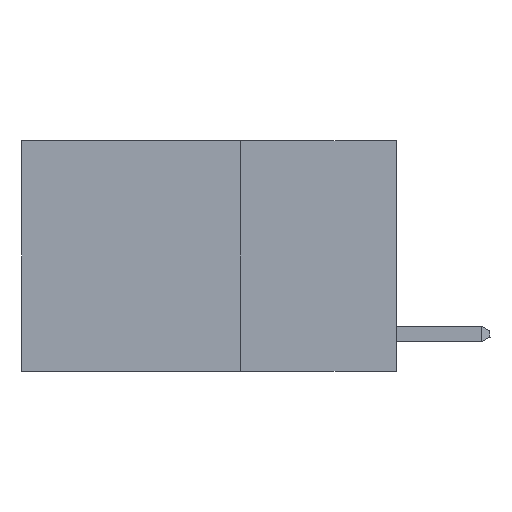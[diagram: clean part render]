
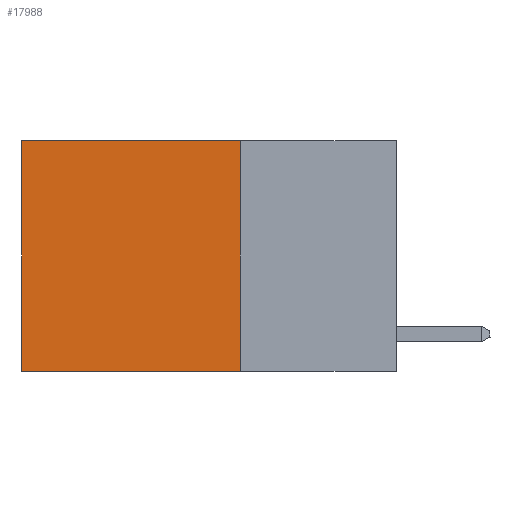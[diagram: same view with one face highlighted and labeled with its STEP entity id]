
A CAD part, left-side view. The second image highlights one B-rep face of the part: STEP entity #17988.
In plain terms, the highlighted planar face has unit normal (-1, 0, 0).
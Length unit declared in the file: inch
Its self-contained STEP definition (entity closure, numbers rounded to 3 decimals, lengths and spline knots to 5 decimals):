
#679 = EDGE_CURVE ( 'NONE', #15676, #5459, #18656, .T. ) ;
#1042 = EDGE_CURVE ( 'NONE', #6977, #13506, #13245, .T. ) ;
#1623 = EDGE_CURVE ( 'NONE', #5459, #13506, #11121, .T. ) ;
#2072 = CARTESIAN_POINT ( 'NONE',  ( 0.2625, 0.25, 0. ) ) ;
#2315 = CARTESIAN_POINT ( 'NONE',  ( 0.2625, 0.6, 0. ) ) ;
#3225 = EDGE_CURVE ( 'NONE', #15676, #6977, #16851, .T. ) ;
#3303 = DIRECTION ( 'NONE',  ( 0., 0., -1. ) ) ;
#3449 = DIRECTION ( 'NONE',  ( 0., 1., 0. ) ) ;
#3527 = CARTESIAN_POINT ( 'NONE',  ( 0.2625, 0.25, 0. ) ) ;
#3929 = CARTESIAN_POINT ( 'NONE',  ( 0.2625, 0.25, -0.37 ) ) ;
#5237 = VECTOR ( 'NONE', #3303, 39.37008 ) ;
#5308 = AXIS2_PLACEMENT_3D ( 'NONE', #9201, #19680, #10705 ) ;
#5459 = VERTEX_POINT ( 'NONE', #13370 ) ;
#5822 = ORIENTED_EDGE ( 'NONE', *, *, #3225, .T. ) ;
#6647 = VECTOR ( 'NONE', #3449, 39.37008 ) ;
#6709 = VECTOR ( 'NONE', #17868, 39.37008 ) ;
#6977 = VERTEX_POINT ( 'NONE', #18979 ) ;
#7886 = FACE_OUTER_BOUND ( 'NONE', #8612, .T. ) ;
#8612 = EDGE_LOOP ( 'NONE', ( #13271, #17796, #18910, #5822 ) ) ;
#9201 = CARTESIAN_POINT ( 'NONE',  ( 0.2625, 0.25, 0. ) ) ;
#10634 = PLANE ( 'NONE',  #5308 ) ;
#10705 = DIRECTION ( 'NONE',  ( 0., 0., -1. ) ) ;
#11121 = LINE ( 'NONE', #3929, #6647 ) ;
#11176 = DIRECTION ( 'NONE',  ( 0., 1., 0. ) ) ;
#12433 = VECTOR ( 'NONE', #11176, 39.37008 ) ;
#13245 = LINE ( 'NONE', #2315, #5237 ) ;
#13271 = ORIENTED_EDGE ( 'NONE', *, *, #1042, .T. ) ;
#13370 = CARTESIAN_POINT ( 'NONE',  ( 0.2625, 0.25, -0.37 ) ) ;
#13506 = VERTEX_POINT ( 'NONE', #14102 ) ;
#14102 = CARTESIAN_POINT ( 'NONE',  ( 0.2625, 0.6, -0.37 ) ) ;
#15676 = VERTEX_POINT ( 'NONE', #2072 ) ;
#16851 = LINE ( 'NONE', #3527, #12433 ) ;
#17666 = CARTESIAN_POINT ( 'NONE',  ( 0.2625, 0.25, 0. ) ) ;
#17796 = ORIENTED_EDGE ( 'NONE', *, *, #1623, .F. ) ;
#17868 = DIRECTION ( 'NONE',  ( 0., 0., -1. ) ) ;
#17988 = ADVANCED_FACE ( 'NONE', ( #7886 ), #10634, .F. ) ;
#18656 = LINE ( 'NONE', #17666, #6709 ) ;
#18910 = ORIENTED_EDGE ( 'NONE', *, *, #679, .F. ) ;
#18979 = CARTESIAN_POINT ( 'NONE',  ( 0.2625, 0.6, 0. ) ) ;
#19680 = DIRECTION ( 'NONE',  ( 1., 0., 0. ) ) ;
